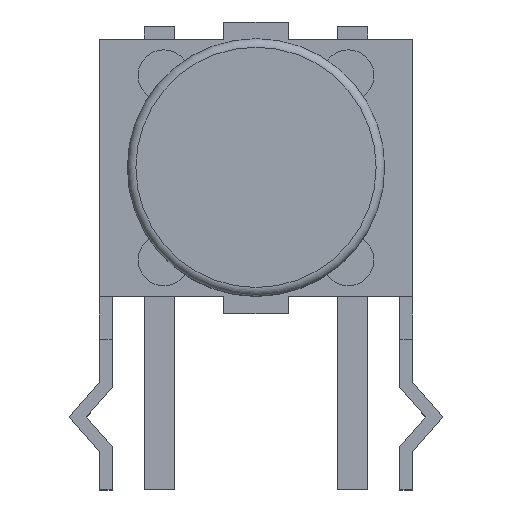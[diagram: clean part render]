
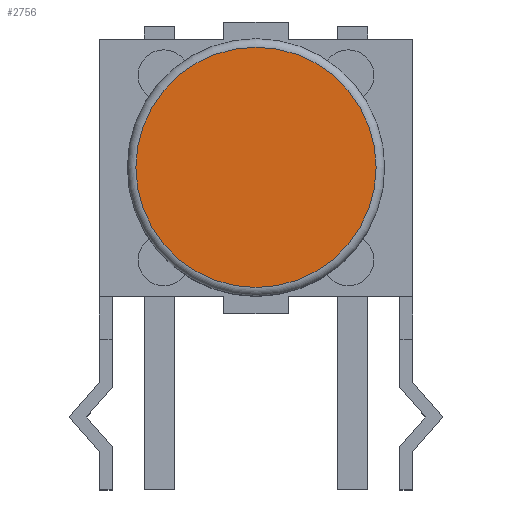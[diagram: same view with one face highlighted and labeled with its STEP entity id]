
A CAD part, top view. The second image highlights one B-rep face of the part: STEP entity #2756.
In plain terms, the highlighted planar face has unit normal (0, 0, 1).
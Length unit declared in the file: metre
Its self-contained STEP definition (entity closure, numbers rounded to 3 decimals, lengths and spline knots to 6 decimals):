
#37=CIRCLE('',#2933,0.0028);
#131=ORIENTED_EDGE('',*,*,#882,.T.);
#882=EDGE_CURVE('',#1259,#1259,#37,.F.);
#1259=VERTEX_POINT('',#3913);
#2248=EDGE_LOOP('',(#131));
#2430=FACE_BOUND('',#2248,.T.);
#2609=PLANE('',#2932);
#2756=ADVANCED_FACE('',(#2430),#2609,.F.);
#2932=AXIS2_PLACEMENT_3D('',#3911,#3172,#3173);
#2933=AXIS2_PLACEMENT_3D('',#3912,#3174,#3175);
#3172=DIRECTION('',(0.,0.,-1.));
#3173=DIRECTION('',(0.,-1.,0.));
#3174=DIRECTION('',(0.,0.,-1.));
#3175=DIRECTION('',(0.,1.,0.));
#3911=CARTESIAN_POINT('',(-0.00025,0.002,0.00885));
#3912=CARTESIAN_POINT('',(-0.00225,0.004,0.00885));
#3913=CARTESIAN_POINT('',(-0.00225,0.0068,0.00885));
